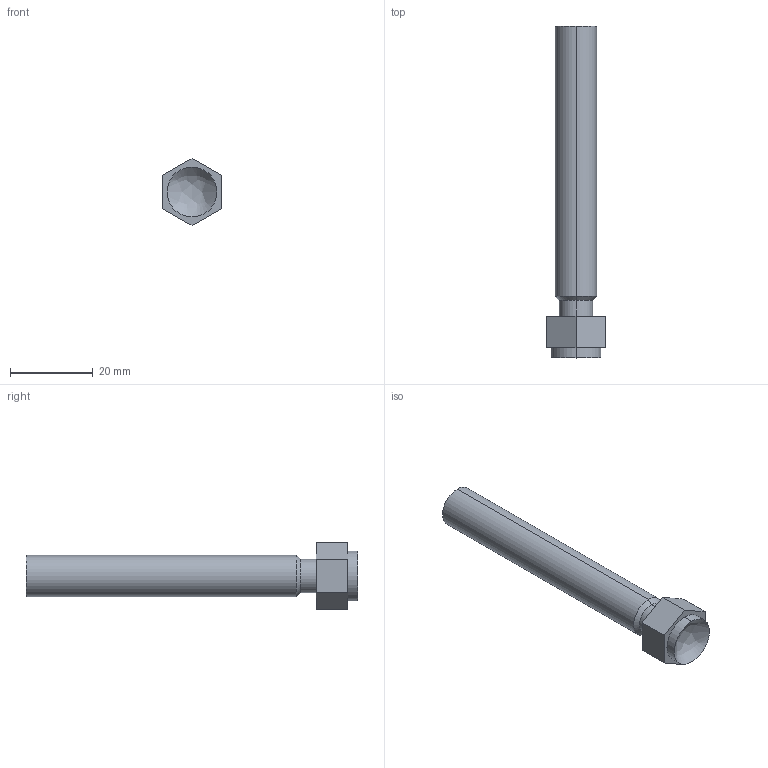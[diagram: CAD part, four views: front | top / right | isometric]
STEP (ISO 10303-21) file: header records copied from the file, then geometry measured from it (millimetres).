
FILE_DESCRIPTION (( 'STEP AP214' ), '1' );
FILE_NAME ('7410350', '2019-02-01T14:32:06', ( '' ), ('JUGARD+KÜNSTNER GmbH'), 'SwSTEP 2.0', 'SolidWorks 2017', '' );
FILE_SCHEMA (( 'AUTOMOTIVE_DESIGN' ));
Length unit declared in the file: millimetre
Products named in the file (1): 7410350_CNAJF00
Bounding box: 14 x 80 x 16.17 mm (x, y, z)
Surface area: 3358.1 mm2 (no closed solid volume)
Topology: 0 solids, 2 shells, 19 faces, 42 edges, 27 vertices
Faces by surface type: plane 9, cylinder 6, cone 2, bspline 2
Entity records: 649 total; most frequent: CARTESIAN_POINT 209, DIRECTION 90, ORIENTED_EDGE 79, EDGE_CURVE 41, AXIS2_PLACEMENT_3D 32, VERTEX_POINT 27, VECTOR 26, LINE 26
